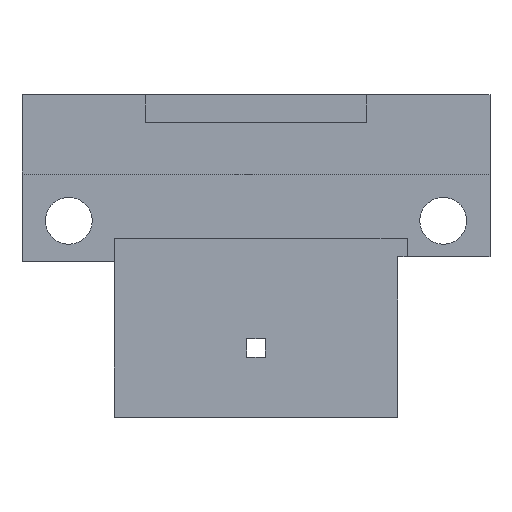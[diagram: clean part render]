
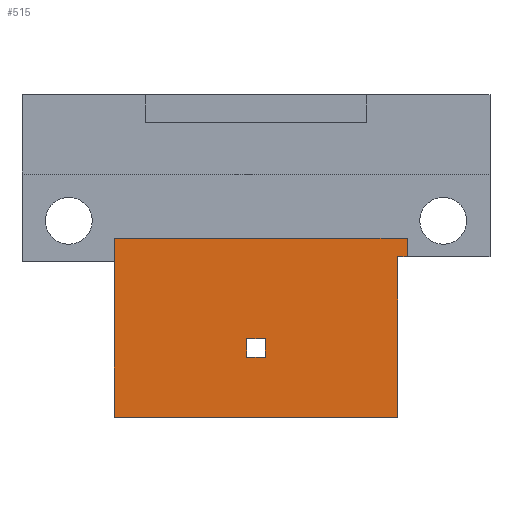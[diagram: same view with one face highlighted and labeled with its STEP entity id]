
A CAD part, front view. The second image highlights one B-rep face of the part: STEP entity #515.
In plain terms, the highlighted planar face has unit normal (0, -1, 0).
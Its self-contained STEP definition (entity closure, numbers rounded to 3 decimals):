
#19=FACE_BOUND('',#68,.T.);
#39=FACE_OUTER_BOUND('',#67,.T.);
#67=EDGE_LOOP('',(#401,#402,#403,#404,#405,#406,#407));
#68=EDGE_LOOP('',(#408,#409,#410,#411));
#94=LINE('',#728,#161);
#99=LINE('',#737,#166);
#101=LINE('',#741,#168);
#103=LINE('',#745,#170);
#125=LINE('',#790,#192);
#126=LINE('',#792,#193);
#127=LINE('',#793,#194);
#128=LINE('',#796,#195);
#129=LINE('',#798,#196);
#130=LINE('',#800,#197);
#131=LINE('',#801,#198);
#161=VECTOR('',#592,10.);
#166=VECTOR('',#599,10.);
#168=VECTOR('',#603,10.);
#170=VECTOR('',#607,10.);
#192=VECTOR('',#645,10.);
#193=VECTOR('',#646,10.);
#194=VECTOR('',#647,10.);
#195=VECTOR('',#648,10.);
#196=VECTOR('',#649,10.);
#197=VECTOR('',#650,10.);
#198=VECTOR('',#651,10.);
#229=VERTEX_POINT('',#725);
#230=VERTEX_POINT('',#727);
#233=VERTEX_POINT('',#735);
#234=VERTEX_POINT('',#739);
#235=VERTEX_POINT('',#743);
#250=VERTEX_POINT('',#789);
#251=VERTEX_POINT('',#791);
#252=VERTEX_POINT('',#794);
#253=VERTEX_POINT('',#795);
#254=VERTEX_POINT('',#797);
#255=VERTEX_POINT('',#799);
#277=EDGE_CURVE('',#229,#230,#94,.T.);
#282=EDGE_CURVE('',#233,#229,#99,.T.);
#284=EDGE_CURVE('',#234,#233,#101,.T.);
#286=EDGE_CURVE('',#235,#234,#103,.T.);
#308=EDGE_CURVE('',#250,#235,#125,.T.);
#309=EDGE_CURVE('',#251,#250,#126,.T.);
#310=EDGE_CURVE('',#230,#251,#127,.T.);
#311=EDGE_CURVE('',#252,#253,#128,.T.);
#312=EDGE_CURVE('',#254,#252,#129,.T.);
#313=EDGE_CURVE('',#255,#254,#130,.T.);
#314=EDGE_CURVE('',#253,#255,#131,.T.);
#401=ORIENTED_EDGE('',*,*,#284,.F.);
#402=ORIENTED_EDGE('',*,*,#286,.F.);
#403=ORIENTED_EDGE('',*,*,#308,.F.);
#404=ORIENTED_EDGE('',*,*,#309,.F.);
#405=ORIENTED_EDGE('',*,*,#310,.F.);
#406=ORIENTED_EDGE('',*,*,#277,.F.);
#407=ORIENTED_EDGE('',*,*,#282,.F.);
#408=ORIENTED_EDGE('',*,*,#311,.F.);
#409=ORIENTED_EDGE('',*,*,#312,.F.);
#410=ORIENTED_EDGE('',*,*,#313,.F.);
#411=ORIENTED_EDGE('',*,*,#314,.F.);
#491=PLANE('',#557);
#515=ADVANCED_FACE('',(#39,#19),#491,.F.);
#557=AXIS2_PLACEMENT_3D('',#788,#643,#644);
#592=DIRECTION('',(-1.,0.,0.));
#599=DIRECTION('',(0.,0.,-1.));
#603=DIRECTION('',(1.,0.,0.));
#607=DIRECTION('',(0.,0.,1.));
#643=DIRECTION('center_axis',(0.,1.,0.));
#644=DIRECTION('ref_axis',(0.,0.,1.));
#645=DIRECTION('',(0.,0.,1.));
#646=DIRECTION('',(-1.,0.,0.));
#647=DIRECTION('',(0.,0.,-1.));
#648=DIRECTION('',(1.,0.,0.));
#649=DIRECTION('',(0.,0.,-1.));
#650=DIRECTION('',(-1.,0.,0.));
#651=DIRECTION('',(0.,0.,1.));
#725=CARTESIAN_POINT('',(8.2,2.,-2.75));
#727=CARTESIAN_POINT('',(7.7,2.,-2.75));
#728=CARTESIAN_POINT('',(6.475,2.,-2.75));
#735=CARTESIAN_POINT('',(8.2,2.,-1.75));
#737=CARTESIAN_POINT('',(8.2,2.,-1.75));
#739=CARTESIAN_POINT('',(-7.7,2.,-1.75));
#741=CARTESIAN_POINT('',(-12.7,2.,-1.75));
#743=CARTESIAN_POINT('',(-7.7,2.,-3.));
#745=CARTESIAN_POINT('',(-7.7,2.,-11.45));
#788=CARTESIAN_POINT('Origin',(0.25,2.,-6.6));
#789=CARTESIAN_POINT('',(-7.7,2.,-11.45));
#790=CARTESIAN_POINT('',(-7.7,2.,-9.025));
#791=CARTESIAN_POINT('',(7.7,2.,-11.45));
#792=CARTESIAN_POINT('',(3.975,2.,-11.45));
#793=CARTESIAN_POINT('',(7.7,2.,-4.675));
#794=CARTESIAN_POINT('',(-0.5,2.,-8.19));
#795=CARTESIAN_POINT('',(0.5,2.,-8.19));
#796=CARTESIAN_POINT('',(-0.125,2.,-8.19));
#797=CARTESIAN_POINT('',(-0.5,2.,-7.19));
#798=CARTESIAN_POINT('',(-0.5,2.,-6.895));
#799=CARTESIAN_POINT('',(0.5,2.,-7.19));
#800=CARTESIAN_POINT('',(0.375,2.,-7.19));
#801=CARTESIAN_POINT('',(0.5,2.,-7.395));
